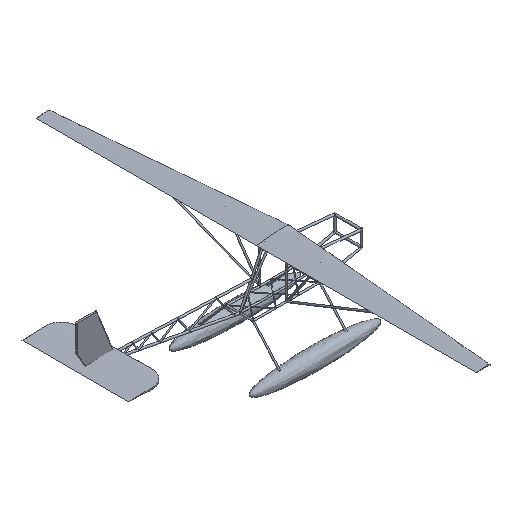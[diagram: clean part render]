
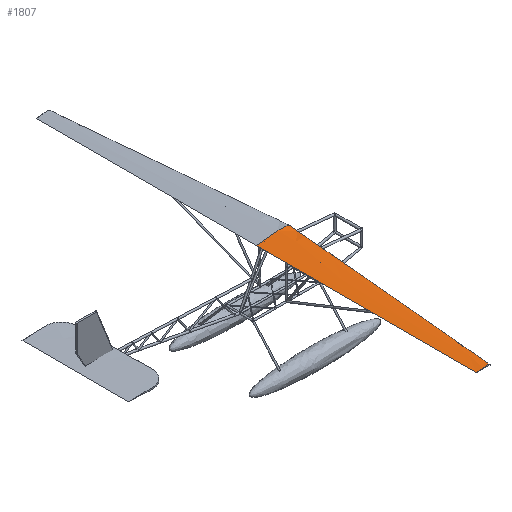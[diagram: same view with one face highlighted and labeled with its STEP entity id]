
A CAD part, isometric view. The second image highlights one B-rep face of the part: STEP entity #1807.
In plain terms, the highlighted free-form (B-spline) face has degree [3, 3] with [8, 4] control points.
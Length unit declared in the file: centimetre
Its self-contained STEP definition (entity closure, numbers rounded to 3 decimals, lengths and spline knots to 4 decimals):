
#249=LINE('',#3126,#341);
#252=LINE('',#3179,#344);
#341=VECTOR('',#2324,33.1358);
#344=VECTOR('',#2327,1.);
#434=(
BOUNDED_CURVE()
B_SPLINE_CURVE(5,(#3163,#3164,#3165,#3166,#3167,#3168,#3169,#3170,#3171,
#3172,#3173,#3174,#3175,#3176,#3177),.UNSPECIFIED.,.F.,.F.)
B_SPLINE_CURVE_WITH_KNOTS((6,1,1,1,1,1,1,1,1,1,6),(0.,0.1,0.2,0.3,0.4,0.5,
0.6,0.7,0.8,0.9,0.9634),.UNSPECIFIED.)
CURVE()
GEOMETRIC_REPRESENTATION_ITEM()
RATIONAL_B_SPLINE_CURVE((1.,1.,1.,1.,1.,1.,1.,1.,1.,1.,1.,1.,1.,1.,1.))
REPRESENTATION_ITEM('')
);
#440=B_SPLINE_CURVE_WITH_KNOTS('',3,(#3180,#3181,#3182,#3183,#3184,#3185,
#3186,#3187),.UNSPECIFIED.,.F.,.F.,(4,1,1,1,1,4),(-1.,-0.8571,
-0.7857,-0.5714,-0.2857,0.),
 .UNSPECIFIED.);
#448=B_SPLINE_SURFACE_WITH_KNOTS('',3,3,((#3130,#3131,#3132,#3133),(#3134,
#3135,#3136,#3137),(#3138,#3139,#3140,#3141),(#3142,#3143,#3144,#3145),
(#3146,#3147,#3148,#3149),(#3150,#3151,#3152,#3153),(#3154,#3155,#3156,
#3157),(#3158,#3159,#3160,#3161)),.UNSPECIFIED.,.F.,.F.,.F.,(4,1,1,1,1,
4),(4,4),(0.,0.2857,0.5714,0.7857,0.8571,
1.),(0.,1.),.UNSPECIFIED.);
#546=FACE_OUTER_BOUND('',#712,.T.);
#712=EDGE_LOOP('',(#1335,#1336,#1337,#1338));
#934=VERTEX_POINT('',#3118);
#935=VERTEX_POINT('',#3125);
#937=VERTEX_POINT('',#3162);
#938=VERTEX_POINT('',#3178);
#1093=EDGE_CURVE('',#934,#935,#249,.T.);
#1096=EDGE_CURVE('',#937,#934,#434,.T.);
#1097=EDGE_CURVE('',#937,#938,#252,.T.);
#1098=EDGE_CURVE('',#935,#938,#440,.T.);
#1335=ORIENTED_EDGE('',*,*,#1096,.F.);
#1336=ORIENTED_EDGE('',*,*,#1097,.T.);
#1337=ORIENTED_EDGE('',*,*,#1098,.F.);
#1338=ORIENTED_EDGE('',*,*,#1093,.F.);
#1807=ADVANCED_FACE('',(#546),#448,.F.);
#2324=DIRECTION('',(-0.09,-0.996,-0.001));
#2327=DIRECTION('',(0.,-1.,0.));
#3118=CARTESIAN_POINT('',(2.4967,0.,13.0576));
#3125=CARTESIAN_POINT('',(-0.5,-33.,13.0235));
#3126=CARTESIAN_POINT('',(2.4967,0.,13.0576));
#3130=CARTESIAN_POINT('Ctrl Pts',(-2.5,0.,13.));
#3131=CARTESIAN_POINT('Ctrl Pts',(-2.5,-11.,13.));
#3132=CARTESIAN_POINT('Ctrl Pts',(-2.5,-22.,13.));
#3133=CARTESIAN_POINT('Ctrl Pts',(-2.5,-33.,13.));
#3134=CARTESIAN_POINT('Ctrl Pts',(-1.6985,0.,13.1099));
#3135=CARTESIAN_POINT('Ctrl Pts',(-1.8548,-11.,13.0933));
#3136=CARTESIAN_POINT('Ctrl Pts',(-2.0114,-22.,13.0767));
#3137=CARTESIAN_POINT('Ctrl Pts',(-2.1677,-33.,13.0601));
#3138=CARTESIAN_POINT('Ctrl Pts',(-0.2232,0.,13.2888));
#3139=CARTESIAN_POINT('Ctrl Pts',(-0.669,-11.,13.2448));
#3140=CARTESIAN_POINT('Ctrl Pts',(-1.1148,-22.,13.2008));
#3141=CARTESIAN_POINT('Ctrl Pts',(-1.5606,-33.,13.1568));
#3142=CARTESIAN_POINT('Ctrl Pts',(1.3703,0.,13.3953));
#3143=CARTESIAN_POINT('Ctrl Pts',(0.6066,-11.,13.3336));
#3144=CARTESIAN_POINT('Ctrl Pts',(-0.1574,-22.,13.2719));
#3145=CARTESIAN_POINT('Ctrl Pts',(-0.9212,-33.,13.2102));
#3146=CARTESIAN_POINT('Ctrl Pts',(2.094,0.,13.3331));
#3147=CARTESIAN_POINT('Ctrl Pts',(1.1811,-11.,13.2794));
#3148=CARTESIAN_POINT('Ctrl Pts',(0.2685,-22.,13.2259));
#3149=CARTESIAN_POINT('Ctrl Pts',(-0.6443,-33.,13.1722));
#3150=CARTESIAN_POINT('Ctrl Pts',(2.4084,0.,13.2132));
#3151=CARTESIAN_POINT('Ctrl Pts',(1.4295,-11.,13.1776));
#3152=CARTESIAN_POINT('Ctrl Pts',(0.4504,-22.,13.1419));
#3153=CARTESIAN_POINT('Ctrl Pts',(-0.5284,-33.,13.1063));
#3154=CARTESIAN_POINT('Ctrl Pts',(2.483,0.,13.1268));
#3155=CARTESIAN_POINT('Ctrl Pts',(1.4876,-11.,13.1045));
#3156=CARTESIAN_POINT('Ctrl Pts',(0.4925,-22.,13.0823));
#3157=CARTESIAN_POINT('Ctrl Pts',(-0.5029,-33.,13.0601));
#3158=CARTESIAN_POINT('Ctrl Pts',(2.4967,0.,13.0576));
#3159=CARTESIAN_POINT('Ctrl Pts',(1.4978,-11.,13.0462));
#3160=CARTESIAN_POINT('Ctrl Pts',(0.4989,-22.,13.0349));
#3161=CARTESIAN_POINT('Ctrl Pts',(-0.5,-33.,13.0235));
#3162=CARTESIAN_POINT('',(-2.5,0.,13.));
#3163=CARTESIAN_POINT('Ctrl Pts',(-2.5,0.,13.));
#3164=CARTESIAN_POINT('Ctrl Pts',(-2.3253,0.,13.024));
#3165=CARTESIAN_POINT('Ctrl Pts',(-1.9811,0.,13.0702));
#3166=CARTESIAN_POINT('Ctrl Pts',(-1.4807,0.,13.1345));
#3167=CARTESIAN_POINT('Ctrl Pts',(-0.8457,0.,13.2099));
#3168=CARTESIAN_POINT('Ctrl Pts',(-0.1101,0.,13.2854));
#3169=CARTESIAN_POINT('Ctrl Pts',(0.559,0.,13.3397));
#3170=CARTESIAN_POINT('Ctrl Pts',(1.1504,0.,13.369));
#3171=CARTESIAN_POINT('Ctrl Pts',(1.6503,0.,13.369));
#3172=CARTESIAN_POINT('Ctrl Pts',(2.0453,0.,13.3353));
#3173=CARTESIAN_POINT('Ctrl Pts',(2.3036,0.,13.2695));
#3174=CARTESIAN_POINT('Ctrl Pts',(2.4275,0.,13.1927));
#3175=CARTESIAN_POINT('Ctrl Pts',(2.4773,0.,13.1241));
#3176=CARTESIAN_POINT('Ctrl Pts',(2.4929,0.,13.0767));
#3177=CARTESIAN_POINT('Ctrl Pts',(2.4967,0.,13.0576));
#3178=CARTESIAN_POINT('',(-2.5,-33.,13.));
#3179=CARTESIAN_POINT('',(-2.5,-6.,13.));
#3180=CARTESIAN_POINT('Ctrl Pts',(-0.5,-33.,13.0235));
#3181=CARTESIAN_POINT('Ctrl Pts',(-0.5029,-33.,13.0601));
#3182=CARTESIAN_POINT('Ctrl Pts',(-0.5284,-33.,13.1063));
#3183=CARTESIAN_POINT('Ctrl Pts',(-0.6443,-33.,13.1722));
#3184=CARTESIAN_POINT('Ctrl Pts',(-0.9212,-33.,13.2102));
#3185=CARTESIAN_POINT('Ctrl Pts',(-1.5606,-33.,13.1568));
#3186=CARTESIAN_POINT('Ctrl Pts',(-2.1677,-33.,13.0601));
#3187=CARTESIAN_POINT('Ctrl Pts',(-2.5,-33.,13.));
